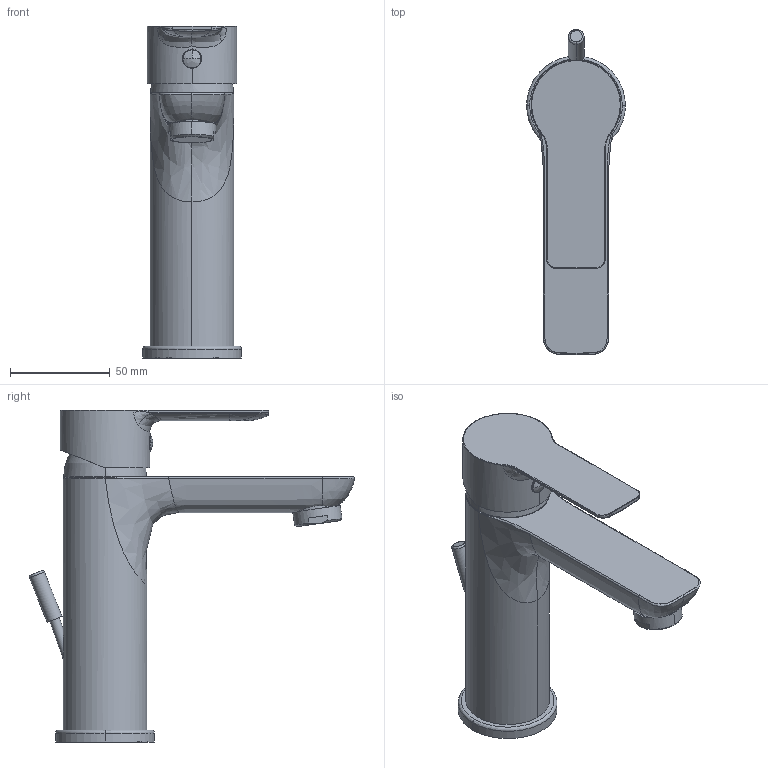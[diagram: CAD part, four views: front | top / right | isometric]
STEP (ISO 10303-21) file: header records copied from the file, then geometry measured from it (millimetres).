
FILE_DESCRIPTION(/* description */ (''),/* implementation_level */ '2;1');
FILE_NAME(/* name */ 'DC1023001010_DC1023001046',/* time_stamp */ '2025-03-31T11:35:11+02:00',/* author */ (''),/* organization */ (''),/* preprocessor_version */ 'ST-DEVELOPER v16.5',/* originating_system */ 'Rhino 7.38',/* authorisation */ '');
FILE_SCHEMA (('CONFIG_CONTROL_DESIGN'));
Length unit declared in the file: millimetre
Products named in the file (1): Document
Bounding box: 49.5 x 163.12 x 166.5 mm (x, y, z)
Volume: 6105.6 mm3; surface area: 45715 mm2
Topology: 2 solids, 22 shells, 141 faces, 360 edges, 246 vertices
Faces by surface type: bspline 66, cylinder 43, plane 32
Entity records: 9744 total; most frequent: CARTESIAN_POINT 7549, ORIENTED_EDGE 626, EDGE_CURVE 357, VERTEX_POINT 246, EDGE_LOOP 159, ADVANCED_FACE 141, FACE_OUTER_BOUND 141, B_SPLINE_CURVE_WITH_KNOTS 126
